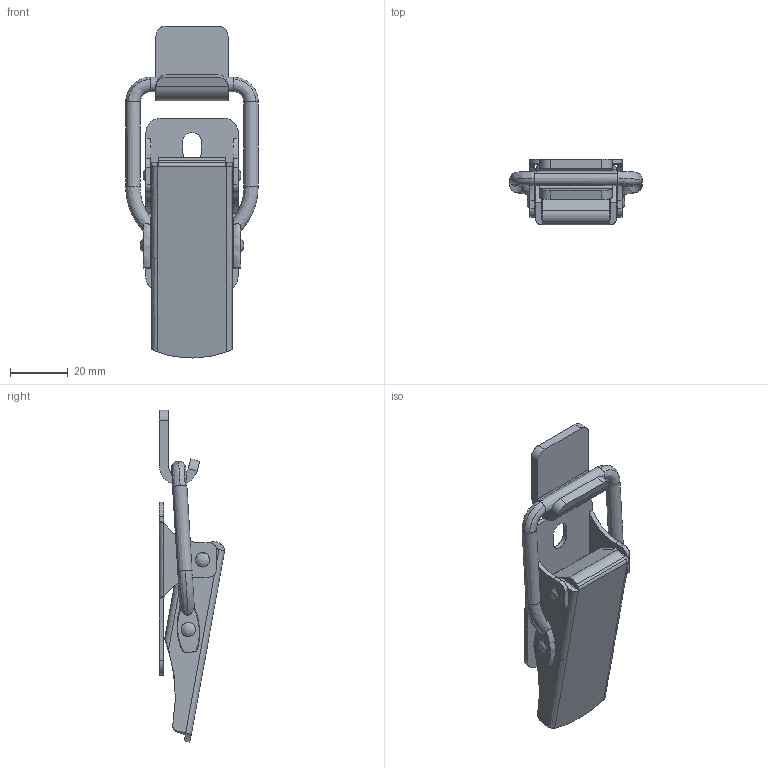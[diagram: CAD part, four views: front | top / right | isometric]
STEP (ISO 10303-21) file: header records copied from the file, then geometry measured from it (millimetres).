
FILE_DESCRIPTION((''),'2;1');
FILE_NAME('','2006-01-16T15:44:41',(''),(''),'','CADfix','');
FILE_SCHEMA(('AUTOMOTIVE_DESIGN'));
Length unit declared in the file: millimetre
Products named in the file (8): arm; plate; shaft_B; shaft_A; lever; keeper; base; TL_126_29732_36
Assembly tree (8 placements, depth 2):
  TL_126_29732_36
    arm
    plate  x2
    shaft_B
    shaft_A
    lever
    keeper
    base
Bounding box: 46 x 22.71 x 115.24 mm (x, y, z)
Volume: 18917.5 mm3; surface area: 20241.5 mm2
Topology: 8 solids, 8 shells, 188 faces, 592 edges, 416 vertices
Faces by surface type: bspline 188
Entity records: 22215 total; most frequent: CARTESIAN_POINT 18634, ORIENTED_EDGE 1132, EDGE_CURVE 566, VERTEX_POINT 404, B_SPLINE_CURVE_WITH_KNOTS 316, QUASI_UNIFORM_CURVE 246, EDGE_LOOP 204, FACE_OUTER_BOUND 180
